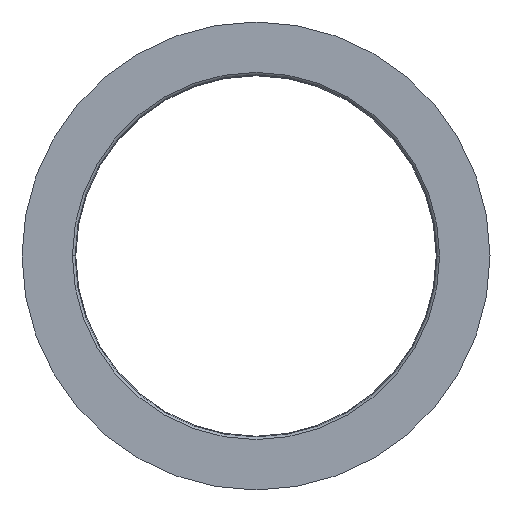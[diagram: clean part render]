
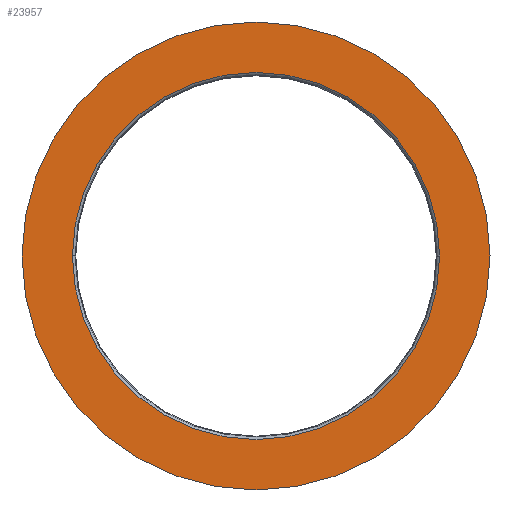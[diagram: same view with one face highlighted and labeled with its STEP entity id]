
A CAD part, left-side view. The second image highlights one B-rep face of the part: STEP entity #23957.
In plain terms, the highlighted planar face has unit normal (-1, 0, 0).
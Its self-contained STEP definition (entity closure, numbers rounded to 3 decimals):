
#1187 = VERTEX_POINT ( 'NONE', #3369 ) ;
#2605 = PLANE ( 'NONE',  #37662 ) ;
#3369 = CARTESIAN_POINT ( 'NONE',  ( 0., 0., -65. ) ) ;
#3374 = AXIS2_PLACEMENT_3D ( 'NONE', #5417, #29665, #8920 ) ;
#5398 = VERTEX_POINT ( 'NONE', #30873 ) ;
#5417 = CARTESIAN_POINT ( 'NONE',  ( 0., 0., 0. ) ) ;
#6575 = DIRECTION ( 'NONE',  ( 1., 0., 0. ) ) ;
#8920 = DIRECTION ( 'NONE',  ( 0., 0., 1. ) ) ;
#11697 = CARTESIAN_POINT ( 'NONE',  ( 0., 0., 0. ) ) ;
#11771 = ORIENTED_EDGE ( 'NONE', *, *, #32972, .T. ) ;
#11853 = CARTESIAN_POINT ( 'NONE',  ( 0., 0., 0. ) ) ;
#13526 = EDGE_LOOP ( 'NONE', ( #24860, #11771 ) ) ;
#13969 = CIRCLE ( 'NONE', #15600, 51. ) ;
#15181 = DIRECTION ( 'NONE',  ( 0., 0., 1. ) ) ;
#15334 = DIRECTION ( 'NONE',  ( 0., 0., 1. ) ) ;
#15600 = AXIS2_PLACEMENT_3D ( 'NONE', #18243, #42456, #21755 ) ;
#16331 = ORIENTED_EDGE ( 'NONE', *, *, #34456, .F. ) ;
#16409 = CIRCLE ( 'NONE', #3374, 51. ) ;
#17683 = VERTEX_POINT ( 'NONE', #40503 ) ;
#18243 = CARTESIAN_POINT ( 'NONE',  ( 0., 0., 0. ) ) ;
#20172 = VERTEX_POINT ( 'NONE', #37084 ) ;
#21131 = CIRCLE ( 'NONE', #29388, 65. ) ;
#21755 = DIRECTION ( 'NONE',  ( 0., 0., 1. ) ) ;
#22231 = AXIS2_PLACEMENT_3D ( 'NONE', #11853, #36091, #15334 ) ;
#23957 = ADVANCED_FACE ( 'NONE', ( #33019, #42224 ), #2605, .F. ) ;
#24860 = ORIENTED_EDGE ( 'NONE', *, *, #41987, .T. ) ;
#26235 = ORIENTED_EDGE ( 'NONE', *, *, #40496, .F. ) ;
#27158 = CIRCLE ( 'NONE', #22231, 65. ) ;
#27319 = CARTESIAN_POINT ( 'NONE',  ( 0., 51., 0. ) ) ;
#29388 = AXIS2_PLACEMENT_3D ( 'NONE', #11697, #35927, #15181 ) ;
#29665 = DIRECTION ( 'NONE',  ( -1., 0., 0. ) ) ;
#30807 = DIRECTION ( 'NONE',  ( 0., 0., -1. ) ) ;
#30873 = CARTESIAN_POINT ( 'NONE',  ( 0., 0., -51. ) ) ;
#30903 = EDGE_LOOP ( 'NONE', ( #26235, #16331 ) ) ;
#32972 = EDGE_CURVE ( 'NONE', #1187, #17683, #21131, .T. ) ;
#33019 = FACE_BOUND ( 'NONE', #30903, .T. ) ;
#34456 = EDGE_CURVE ( 'NONE', #5398, #20172, #16409, .T. ) ;
#35927 = DIRECTION ( 'NONE',  ( -1., 0., 0. ) ) ;
#36091 = DIRECTION ( 'NONE',  ( -1., 0., 0. ) ) ;
#37084 = CARTESIAN_POINT ( 'NONE',  ( 0., 0., 51. ) ) ;
#37662 = AXIS2_PLACEMENT_3D ( 'NONE', #27319, #6575, #30807 ) ;
#40496 = EDGE_CURVE ( 'NONE', #20172, #5398, #13969, .T. ) ;
#40503 = CARTESIAN_POINT ( 'NONE',  ( 0., 0., 65. ) ) ;
#41987 = EDGE_CURVE ( 'NONE', #17683, #1187, #27158, .T. ) ;
#42224 = FACE_OUTER_BOUND ( 'NONE', #13526, .T. ) ;
#42456 = DIRECTION ( 'NONE',  ( -1., 0., 0. ) ) ;
